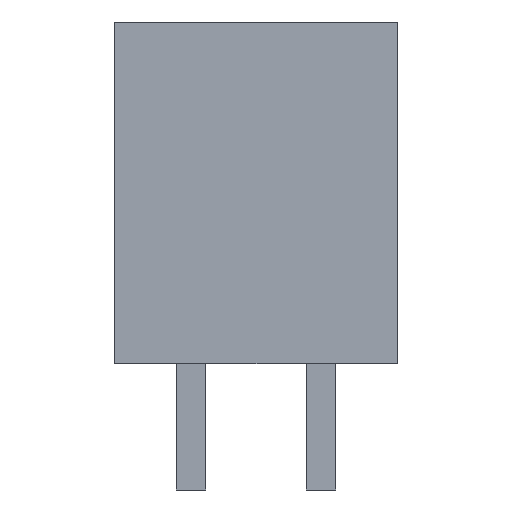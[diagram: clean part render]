
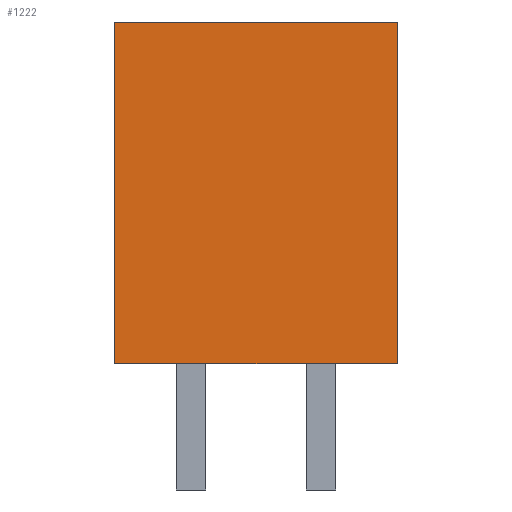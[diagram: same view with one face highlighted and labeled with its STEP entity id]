
A CAD part, front view. The second image highlights one B-rep face of the part: STEP entity #1222.
In plain terms, the highlighted planar face has unit normal (0, -1, 0).
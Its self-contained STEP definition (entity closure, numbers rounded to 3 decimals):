
#134=DIRECTION('',(-1.,0.,0.));
#135=VECTOR('',#134,7.6);
#136=CARTESIAN_POINT('',(3.8,-3.45,0.));
#137=LINE('',#136,#135);
#230=DIRECTION('',(0.,0.,1.));
#231=VECTOR('',#230,9.2);
#232=CARTESIAN_POINT('',(-3.8,-3.45,-9.2));
#233=LINE('',#232,#231);
#239=DIRECTION('',(0.,0.,1.));
#240=VECTOR('',#239,9.2);
#241=CARTESIAN_POINT('',(3.8,-3.45,-9.2));
#242=LINE('',#241,#240);
#268=DIRECTION('',(-1.,0.,0.));
#269=VECTOR('',#268,7.6);
#270=CARTESIAN_POINT('',(3.8,-3.45,-9.2));
#271=LINE('',#270,#269);
#890=CARTESIAN_POINT('',(-3.8,-3.45,0.));
#892=VERTEX_POINT('',#890);
#896=CARTESIAN_POINT('',(3.8,-3.45,0.));
#897=VERTEX_POINT('',#896);
#898=CARTESIAN_POINT('',(3.8,-3.45,-9.2));
#899=CARTESIAN_POINT('',(-3.8,-3.45,-9.2));
#900=VERTEX_POINT('',#898);
#901=VERTEX_POINT('',#899);
#1208=CARTESIAN_POINT('',(-3.8,-3.45,0.));
#1209=DIRECTION('',(0.,-1.,0.));
#1210=DIRECTION('',(1.,0.,0.));
#1211=AXIS2_PLACEMENT_3D('',#1208,#1209,#1210);
#1212=PLANE('',#1211);
#1213=ORIENTED_EDGE('',*,*,#1137,.F.);
#1215=ORIENTED_EDGE('',*,*,#1214,.F.);
#1217=ORIENTED_EDGE('',*,*,#1216,.T.);
#1219=ORIENTED_EDGE('',*,*,#1218,.T.);
#1220=EDGE_LOOP('',(#1213,#1215,#1217,#1219));
#1221=FACE_OUTER_BOUND('',#1220,.F.);
#1137=EDGE_CURVE('',#897,#892,#137,.T.);
#1214=EDGE_CURVE('',#900,#897,#242,.T.);
#1216=EDGE_CURVE('',#900,#901,#271,.T.);
#1218=EDGE_CURVE('',#901,#892,#233,.T.);
#1222=ADVANCED_FACE('',(#1221),#1212,.T.);
